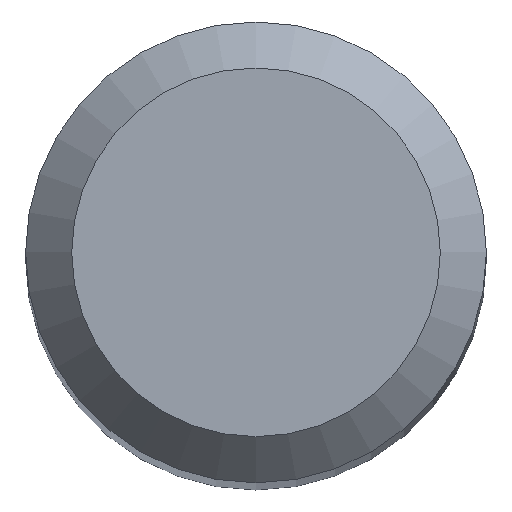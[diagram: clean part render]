
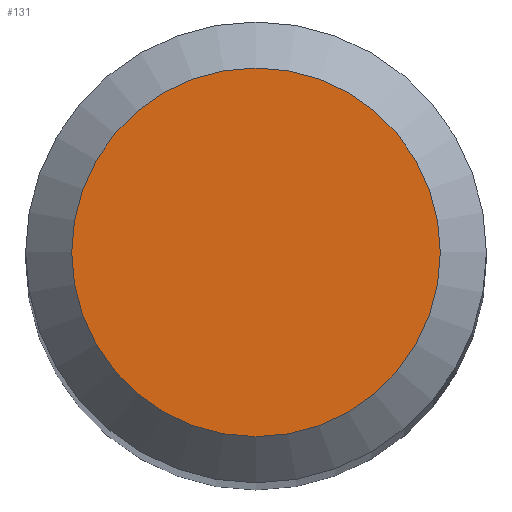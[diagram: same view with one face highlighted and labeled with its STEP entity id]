
A CAD part, top view. The second image highlights one B-rep face of the part: STEP entity #131.
In plain terms, the highlighted planar face has unit normal (0, 0, 1).
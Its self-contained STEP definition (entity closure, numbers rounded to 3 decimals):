
#15 = EDGE_LOOP ( 'NONE', ( #154 ) ) ;
#20 = PLANE ( 'NONE',  #153 ) ;
#86 = VERTEX_POINT ( 'NONE', #127 ) ;
#95 = CARTESIAN_POINT ( 'NONE',  ( 0., 0., 38. ) ) ;
#127 = CARTESIAN_POINT ( 'NONE',  ( 0., 1.2, 38. ) ) ;
#131 = ADVANCED_FACE ( 'NONE', ( #176 ), #20, .F. ) ;
#140 = CARTESIAN_POINT ( 'NONE',  ( 0., 0., 38. ) ) ;
#153 = AXIS2_PLACEMENT_3D ( 'NONE', #95, #172, #160 ) ;
#154 = ORIENTED_EDGE ( 'NONE', *, *, #205, .F. ) ;
#160 = DIRECTION ( 'NONE',  ( 0., 1., 0. ) ) ;
#172 = DIRECTION ( 'NONE',  ( 0., 0., -1. ) ) ;
#173 = CIRCLE ( 'NONE', #186, 1.2 ) ;
#174 = DIRECTION ( 'NONE',  ( 0., 0., -1. ) ) ;
#176 = FACE_OUTER_BOUND ( 'NONE', #15, .T. ) ;
#186 = AXIS2_PLACEMENT_3D ( 'NONE', #140, #174, #211 ) ;
#205 = EDGE_CURVE ( 'NONE', #86, #86, #173, .T. ) ;
#211 = DIRECTION ( 'NONE',  ( 0., 1., 0. ) ) ;
